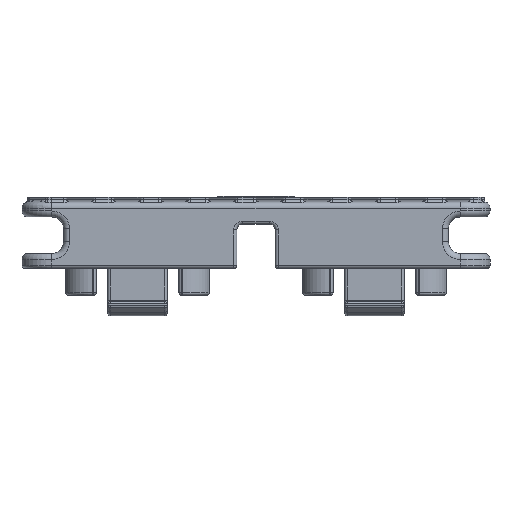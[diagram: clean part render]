
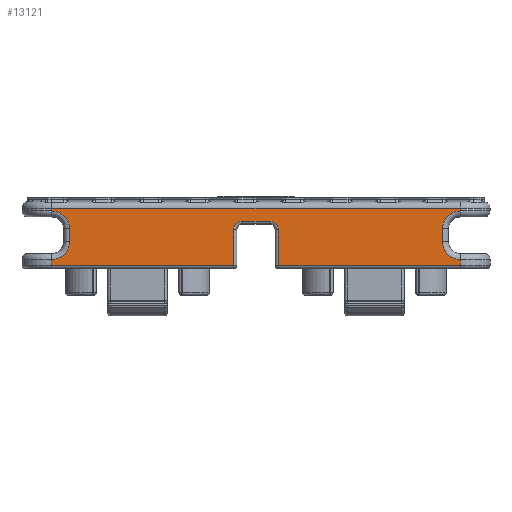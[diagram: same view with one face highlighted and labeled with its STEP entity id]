
A CAD part, front view. The second image highlights one B-rep face of the part: STEP entity #13121.
In plain terms, the highlighted planar face has unit normal (0, -1, 0).
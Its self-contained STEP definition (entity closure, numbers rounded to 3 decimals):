
#925=CIRCLE('',#14174,0.75);
#926=CIRCLE('',#14175,0.75);
#927=CIRCLE('',#14176,1.5);
#928=CIRCLE('',#14177,1.5);
#929=CIRCLE('',#14178,1.5);
#930=CIRCLE('',#14179,1.5);
#1676=FACE_OUTER_BOUND('',#2538,.T.);
#2538=EDGE_LOOP('',(#9303,#9304,#9305,#9306,#9307,#9308,#9309,#9310,#9311,
#9312,#9313,#9314,#9315,#9316,#9317,#9318,#9319,#9320,#9321,#9322,#9323,
#9324));
#3577=LINE('',#20770,#4585);
#3596=LINE('',#20850,#4604);
#3612=LINE('',#20902,#4620);
#3613=LINE('',#20906,#4621);
#3614=LINE('',#20908,#4622);
#3615=LINE('',#20912,#4623);
#3616=LINE('',#20915,#4624);
#3617=LINE('',#20917,#4625);
#3618=LINE('',#20921,#4626);
#3619=LINE('',#20925,#4627);
#3620=LINE('',#20927,#4628);
#3621=LINE('',#20929,#4629);
#3622=LINE('',#20931,#4630);
#3623=LINE('',#20933,#4631);
#3624=LINE('',#20937,#4632);
#3625=LINE('',#20940,#4633);
#4585=VECTOR('',#16287,10.);
#4604=VECTOR('',#16360,10.);
#4620=VECTOR('',#16400,10.);
#4621=VECTOR('',#16405,10.);
#4622=VECTOR('',#16406,10.);
#4623=VECTOR('',#16409,10.);
#4624=VECTOR('',#16412,10.);
#4625=VECTOR('',#16413,10.);
#4626=VECTOR('',#16416,10.);
#4627=VECTOR('',#16419,10.);
#4628=VECTOR('',#16420,10.);
#4629=VECTOR('',#16421,10.);
#4630=VECTOR('',#16422,10.);
#4631=VECTOR('',#16423,10.);
#4632=VECTOR('',#16426,10.);
#4633=VECTOR('',#16429,10.);
#5760=VERTEX_POINT('',#20752);
#5763=VERTEX_POINT('',#20760);
#5795=VERTEX_POINT('',#20835);
#5800=VERTEX_POINT('',#20846);
#5824=VERTEX_POINT('',#20901);
#5825=VERTEX_POINT('',#20905);
#5826=VERTEX_POINT('',#20907);
#5827=VERTEX_POINT('',#20909);
#5828=VERTEX_POINT('',#20911);
#5829=VERTEX_POINT('',#20913);
#5830=VERTEX_POINT('',#20916);
#5831=VERTEX_POINT('',#20918);
#5832=VERTEX_POINT('',#20920);
#5833=VERTEX_POINT('',#20922);
#5834=VERTEX_POINT('',#20924);
#5835=VERTEX_POINT('',#20926);
#5836=VERTEX_POINT('',#20928);
#5837=VERTEX_POINT('',#20930);
#5838=VERTEX_POINT('',#20932);
#5839=VERTEX_POINT('',#20934);
#5840=VERTEX_POINT('',#20936);
#5841=VERTEX_POINT('',#20938);
#7043=EDGE_CURVE('',#5760,#5763,#3577,.T.);
#7082=EDGE_CURVE('',#5800,#5795,#3596,.T.);
#7108=EDGE_CURVE('',#5795,#5824,#3612,.T.);
#7110=EDGE_CURVE('',#5825,#5760,#3613,.T.);
#7111=EDGE_CURVE('',#5826,#5825,#3614,.T.);
#7112=EDGE_CURVE('',#5827,#5826,#925,.T.);
#7113=EDGE_CURVE('',#5828,#5827,#3615,.T.);
#7114=EDGE_CURVE('',#5829,#5828,#926,.T.);
#7115=EDGE_CURVE('',#5824,#5829,#3616,.T.);
#7116=EDGE_CURVE('',#5830,#5800,#3617,.T.);
#7117=EDGE_CURVE('',#5831,#5830,#927,.T.);
#7118=EDGE_CURVE('',#5832,#5831,#3618,.T.);
#7119=EDGE_CURVE('',#5833,#5832,#928,.T.);
#7120=EDGE_CURVE('',#5834,#5833,#3619,.T.);
#7121=EDGE_CURVE('',#5835,#5834,#3620,.T.);
#7122=EDGE_CURVE('',#5836,#5835,#3621,.T.);
#7123=EDGE_CURVE('',#5837,#5836,#3622,.T.);
#7124=EDGE_CURVE('',#5838,#5837,#3623,.T.);
#7125=EDGE_CURVE('',#5839,#5838,#929,.T.);
#7126=EDGE_CURVE('',#5840,#5839,#3624,.T.);
#7127=EDGE_CURVE('',#5841,#5840,#930,.T.);
#7128=EDGE_CURVE('',#5763,#5841,#3625,.T.);
#9303=ORIENTED_EDGE('',*,*,#7043,.F.);
#9304=ORIENTED_EDGE('',*,*,#7110,.F.);
#9305=ORIENTED_EDGE('',*,*,#7111,.F.);
#9306=ORIENTED_EDGE('',*,*,#7112,.F.);
#9307=ORIENTED_EDGE('',*,*,#7113,.F.);
#9308=ORIENTED_EDGE('',*,*,#7114,.F.);
#9309=ORIENTED_EDGE('',*,*,#7115,.F.);
#9310=ORIENTED_EDGE('',*,*,#7108,.F.);
#9311=ORIENTED_EDGE('',*,*,#7082,.F.);
#9312=ORIENTED_EDGE('',*,*,#7116,.F.);
#9313=ORIENTED_EDGE('',*,*,#7117,.F.);
#9314=ORIENTED_EDGE('',*,*,#7118,.F.);
#9315=ORIENTED_EDGE('',*,*,#7119,.F.);
#9316=ORIENTED_EDGE('',*,*,#7120,.F.);
#9317=ORIENTED_EDGE('',*,*,#7121,.F.);
#9318=ORIENTED_EDGE('',*,*,#7122,.F.);
#9319=ORIENTED_EDGE('',*,*,#7123,.F.);
#9320=ORIENTED_EDGE('',*,*,#7124,.F.);
#9321=ORIENTED_EDGE('',*,*,#7125,.F.);
#9322=ORIENTED_EDGE('',*,*,#7126,.F.);
#9323=ORIENTED_EDGE('',*,*,#7127,.F.);
#9324=ORIENTED_EDGE('',*,*,#7128,.F.);
#12844=PLANE('',#14173);
#13121=ADVANCED_FACE('',(#1676),#12844,.F.);
#14173=AXIS2_PLACEMENT_3D('',#20904,#16403,#16404);
#14174=AXIS2_PLACEMENT_3D('',#20910,#16407,#16408);
#14175=AXIS2_PLACEMENT_3D('',#20914,#16410,#16411);
#14176=AXIS2_PLACEMENT_3D('',#20919,#16414,#16415);
#14177=AXIS2_PLACEMENT_3D('',#20923,#16417,#16418);
#14178=AXIS2_PLACEMENT_3D('',#20935,#16424,#16425);
#14179=AXIS2_PLACEMENT_3D('',#20939,#16427,#16428);
#16287=DIRECTION('',(0.,0.,1.));
#16360=DIRECTION('',(0.,0.,-1.));
#16400=DIRECTION('',(-1.,0.,0.));
#16403=DIRECTION('center_axis',(0.,1.,0.));
#16404=DIRECTION('ref_axis',(0.,0.,1.));
#16405=DIRECTION('',(-1.,0.,0.));
#16406=DIRECTION('',(0.,0.,-1.));
#16407=DIRECTION('center_axis',(0.,-1.,0.));
#16408=DIRECTION('ref_axis',(-0.707,0.,0.707));
#16409=DIRECTION('',(-1.,0.,0.));
#16410=DIRECTION('center_axis',(0.,-1.,0.));
#16411=DIRECTION('ref_axis',(0.707,0.,0.707));
#16412=DIRECTION('',(0.,0.,1.));
#16413=DIRECTION('',(1.,0.,0.));
#16414=DIRECTION('center_axis',(0.,-1.,0.));
#16415=DIRECTION('ref_axis',(-0.707,0.,-0.707));
#16416=DIRECTION('',(0.,0.,-1.));
#16417=DIRECTION('center_axis',(0.,-1.,0.));
#16418=DIRECTION('ref_axis',(-0.707,0.,0.707));
#16419=DIRECTION('',(-1.,0.,0.));
#16420=DIRECTION('',(0.,0.,-1.));
#16421=DIRECTION('',(1.,0.,0.));
#16422=DIRECTION('',(0.,0.,1.));
#16423=DIRECTION('',(-1.,0.,0.));
#16424=DIRECTION('center_axis',(0.,-1.,0.));
#16425=DIRECTION('ref_axis',(0.707,0.,0.707));
#16426=DIRECTION('',(0.,0.,1.));
#16427=DIRECTION('center_axis',(0.,-1.,0.));
#16428=DIRECTION('ref_axis',(0.707,0.,-0.707));
#16429=DIRECTION('',(1.,0.,0.));
#20752=CARTESIAN_POINT('',(2.5,-14.87,4.246));
#20760=CARTESIAN_POINT('',(2.5,-14.87,4.747));
#20770=CARTESIAN_POINT('',(2.5,-14.87,6.996));
#20835=CARTESIAN_POINT('',(37.,-14.87,4.246));
#20846=CARTESIAN_POINT('',(37.,-14.87,4.747));
#20850=CARTESIAN_POINT('',(37.,-14.87,6.996));
#20901=CARTESIAN_POINT('',(21.625,-14.87,4.246));
#20902=CARTESIAN_POINT('',(19.75,-14.87,4.246));
#20904=CARTESIAN_POINT('Origin',(19.75,-14.87,6.996));
#20905=CARTESIAN_POINT('',(17.875,-14.87,4.246));
#20906=CARTESIAN_POINT('',(19.75,-14.87,4.246));
#20907=CARTESIAN_POINT('',(17.875,-14.87,7.246));
#20908=CARTESIAN_POINT('',(17.875,-14.87,7.246));
#20909=CARTESIAN_POINT('',(18.625,-14.87,7.996));
#20910=CARTESIAN_POINT('Origin',(18.625,-14.87,7.246));
#20911=CARTESIAN_POINT('',(20.875,-14.87,7.996));
#20912=CARTESIAN_POINT('',(20.625,-14.87,7.996));
#20913=CARTESIAN_POINT('',(21.625,-14.87,7.246));
#20914=CARTESIAN_POINT('Origin',(20.875,-14.87,7.246));
#20915=CARTESIAN_POINT('',(21.625,-14.87,5.496));
#20916=CARTESIAN_POINT('',(36.992,-14.87,4.747));
#20917=CARTESIAN_POINT('',(29.125,-14.87,4.747));
#20918=CARTESIAN_POINT('',(35.492,-14.87,6.247));
#20919=CARTESIAN_POINT('Origin',(36.992,-14.87,6.247));
#20920=CARTESIAN_POINT('',(35.492,-14.87,7.347));
#20921=CARTESIAN_POINT('',(35.492,-14.87,6.996));
#20922=CARTESIAN_POINT('',(36.992,-14.87,8.847));
#20923=CARTESIAN_POINT('Origin',(36.992,-14.87,7.347));
#20924=CARTESIAN_POINT('',(37.,-14.87,8.847));
#20925=CARTESIAN_POINT('',(29.125,-14.87,8.847));
#20926=CARTESIAN_POINT('',(37.,-14.87,9.096));
#20927=CARTESIAN_POINT('',(37.,-14.87,6.996));
#20928=CARTESIAN_POINT('',(2.5,-14.87,9.096));
#20929=CARTESIAN_POINT('',(19.75,-14.87,9.096));
#20930=CARTESIAN_POINT('',(2.5,-14.87,8.847));
#20931=CARTESIAN_POINT('',(2.5,-14.87,6.996));
#20932=CARTESIAN_POINT('',(2.509,-14.87,8.847));
#20933=CARTESIAN_POINT('',(29.125,-14.87,8.847));
#20934=CARTESIAN_POINT('',(4.009,-14.87,7.347));
#20935=CARTESIAN_POINT('Origin',(2.509,-14.87,7.347));
#20936=CARTESIAN_POINT('',(4.009,-14.87,6.247));
#20937=CARTESIAN_POINT('',(4.009,-14.87,6.996));
#20938=CARTESIAN_POINT('',(2.509,-14.87,4.747));
#20939=CARTESIAN_POINT('Origin',(2.509,-14.87,6.247));
#20940=CARTESIAN_POINT('',(29.125,-14.87,4.747));
